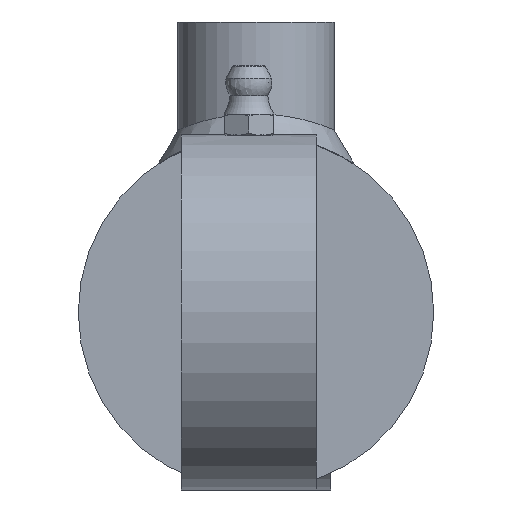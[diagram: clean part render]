
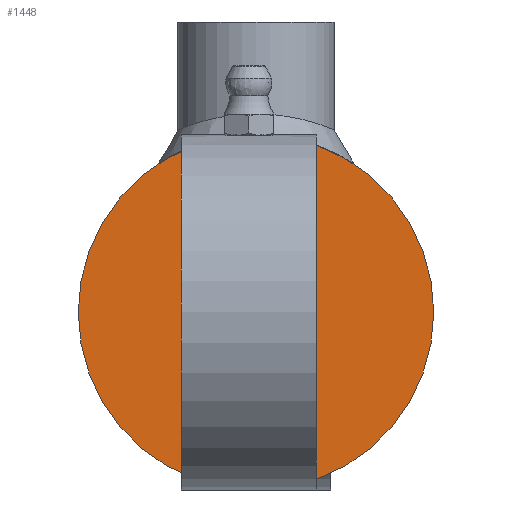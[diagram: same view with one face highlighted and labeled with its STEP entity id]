
A CAD part, front view. The second image highlights one B-rep face of the part: STEP entity #1448.
In plain terms, the highlighted planar face has unit normal (0, -1, 0).
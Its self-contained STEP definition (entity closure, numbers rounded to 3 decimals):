
#162=CIRCLE('',#1729,25.);
#357=FACE_OUTER_BOUND('',#460,.T.);
#460=EDGE_LOOP('',(#1177));
#708=VERTEX_POINT('',#4240);
#870=EDGE_CURVE('',#708,#708,#162,.T.);
#1177=ORIENTED_EDGE('',*,*,#870,.F.);
#1383=PLANE('',#1737);
#1448=ADVANCED_FACE('',(#357),#1383,.F.);
#1729=AXIS2_PLACEMENT_3D('',#4242,#2027,#2028);
#1737=AXIS2_PLACEMENT_3D('',#4255,#2045,#2046);
#2027=DIRECTION('center_axis',(0.,1.,0.));
#2028=DIRECTION('ref_axis',(-1.,0.,0.));
#2045=DIRECTION('center_axis',(0.,1.,0.));
#2046=DIRECTION('ref_axis',(0.,0.,1.));
#4240=CARTESIAN_POINT('',(25.,0.,0.));
#4242=CARTESIAN_POINT('Origin',(0.,0.,0.));
#4255=CARTESIAN_POINT('Origin',(0.,0.,0.));
